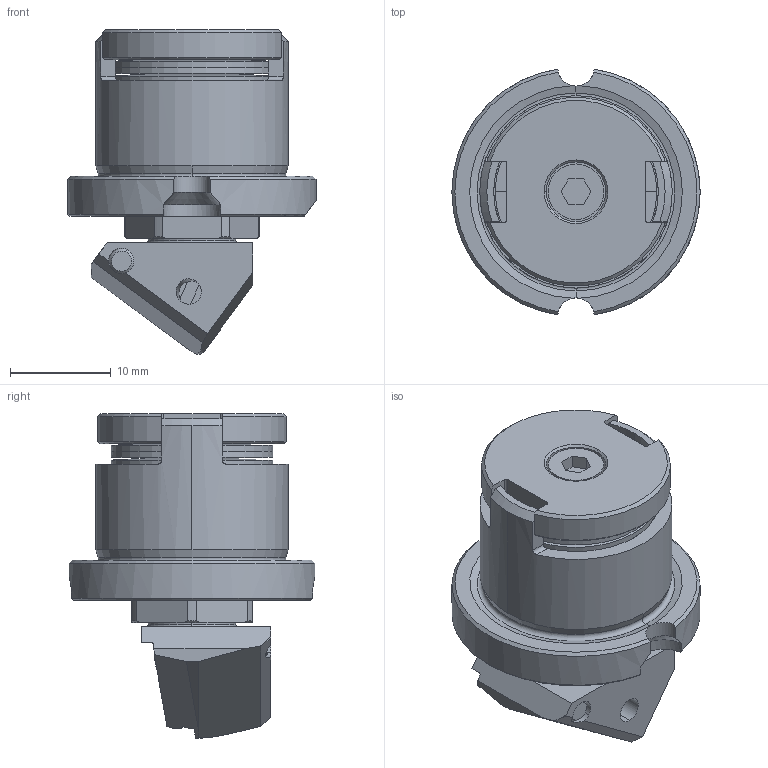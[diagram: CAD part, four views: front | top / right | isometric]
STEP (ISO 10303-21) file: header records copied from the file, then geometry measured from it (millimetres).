
FILE_DESCRIPTION(/* description */ (''),/* implementation_level */ '2;1');
FILE_NAME(/* name */ 'FA2-FAPN21.stp',/* time_stamp */ '2019-09-03T14:46:52+09:00',/* author */ (''),/* organization */ (''),/* preprocessor_version */ 'ST-DEVELOPER v16',/* originating_system */ 'SIEMENS PLM Software NX 10.0',/* authorisation */ '');
FILE_SCHEMA (('AUTOMOTIVE_DESIGN { 1 0 10303 214 3 1 1 1 }'));
Length unit declared in the file: millimetre
Products named in the file (1): FA2_ASM
Bounding box: 24.58 x 24.32 x 32.17 mm (x, y, z)
Volume: 6500.9 mm3; surface area: 9087.1 mm2
Topology: 16 solids, 16 shells, 1011 faces, 2776 edges, 1807 vertices
Faces by surface type: plane 727, cone 145, cylinder 113, torus 26
Entity records: 32797 total; most frequent: CARTESIAN_POINT 6404, ORIENTED_EDGE 5544, DIRECTION 5329, EDGE_CURVE 2772, LINE 2007, VECTOR 2007, VERTEX_POINT 1807, AXIS2_PLACEMENT_3D 1661
